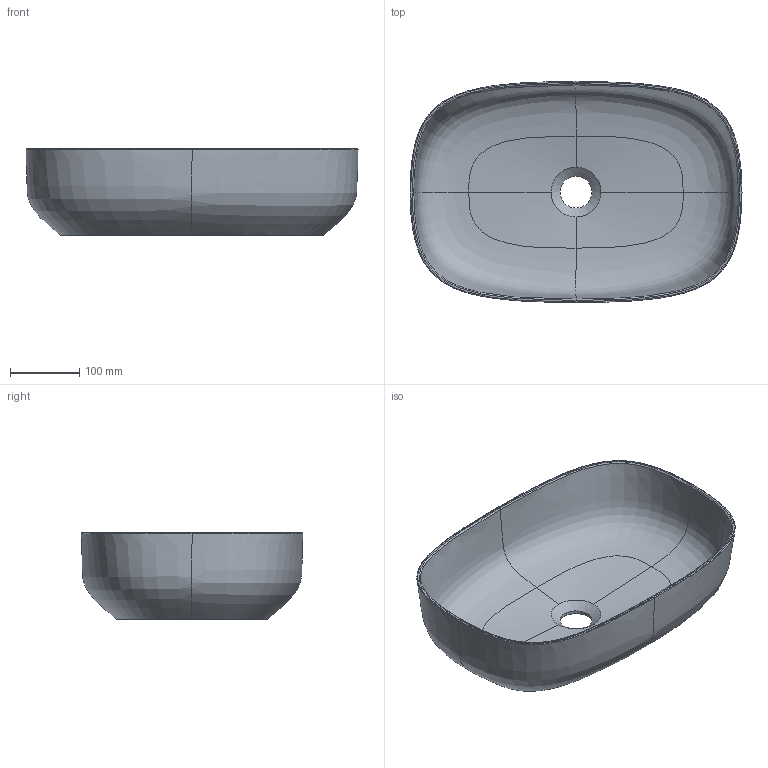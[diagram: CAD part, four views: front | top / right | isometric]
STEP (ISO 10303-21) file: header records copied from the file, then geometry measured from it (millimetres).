
FILE_DESCRIPTION(/* description */ (''),/* implementation_level */ '2;1');
FILE_NAME(/* name */ '17-110_M8011A.stp',/* time_stamp */ '2022-06-20T08:30:05+02:00',/* author */ (''),/* organization */ (''),/* preprocessor_version */ 'ST-DEVELOPER v18.101',/* originating_system */ 'SIEMENS PLM Software NX 2008',/* authorisation */ '');
FILE_SCHEMA (('AUTOMOTIVE_DESIGN { 1 0 10303 214 3 1 1 1 }'));
Length unit declared in the file: millimetre
Products named in the file (1): 17-110_M8011A_SSL ITALIA_NICOS_objects
Bounding box: 479.96 x 319.96 x 125 mm (x, y, z)
Volume: 2492506.1 mm3; surface area: 492742.7 mm2
Topology: 1 solids, 1 shells, 68 faces, 151 edges, 88 vertices
Faces by surface type: bspline 56, plane 5, cone 4, cylinder 3
Full cylindrical faces by diameter (mm): 10.5 x2, 46 x1
Entity records: 12562 total; most frequent: CARTESIAN_POINT 11509, ORIENTED_EDGE 290, EDGE_CURVE 145, B_SPLINE_CURVE_WITH_KNOTS 128, VERTEX_POINT 87, EDGE_LOOP 78, ADVANCED_FACE 68, FACE_OUTER_BOUND 60
